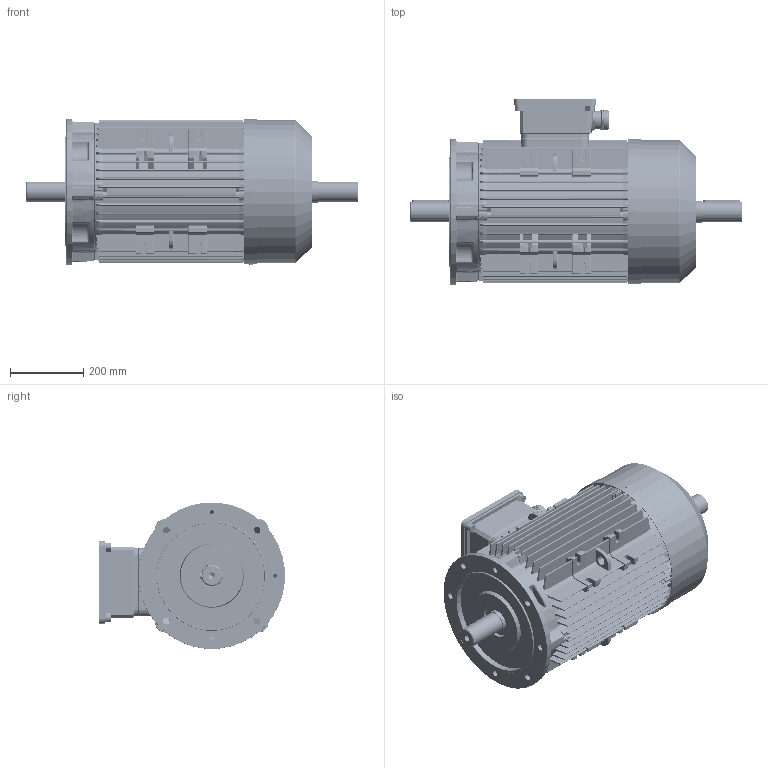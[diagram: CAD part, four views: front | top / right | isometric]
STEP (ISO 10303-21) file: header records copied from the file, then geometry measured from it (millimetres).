
FILE_DESCRIPTION (( 'STEP AP214' ), '1' );
FILE_NAME ('FCA200L-B5-IC411-2-4-6-8 POLES-DOUBLE SHAFT.STEP', '2024-10-11T09:01:47', ( '' ), ( '' ), 'SwSTEP 2.0', 'SolidWorks 2024', '' );
FILE_SCHEMA (( 'AUTOMOTIVE_DESIGN' ));
Length unit declared in the file: millimetre
Products named in the file (20): Flangia FC200L diam.400; Targhetta motore_LAMIERA ALLUMINIO; Copriventola  200-225T h.185; Tappo M50; Scatola morsetti 225T-250T; Coprimorsettiera  225T-250T; Radial Ball Bearing_68_SKF1_SKF - 6312 - 10,DE,AC,10_68; hex nut gradec_iso_Hexagon Nut ISO - 4034 - M10 - N; Carcassa 225T-B3-B5_Per Altezza pacco 250; Coperchio scatola morsetti 225T-250T; chiodino targhetta d.3.2x6; parallel_din_Parallel key A16 x 10 x 100 DIN 6885; Guarnizione scatola-motore 225-250T; Scudo serie C200L ant. e post._DEFAULT; Albero serie C-FC200L- 4 POLI; hex bolt gradeab_iso_ISO 4014 - M5 x 25 x 16-C; hex bolt gradeab_iso_ISO 4014 - M10 x 60 x 60-N; Guarnizione scatola-coperchio 225T-250T; PRESSACAVO M50; FCA200L-B5-IC411-2-4-6-8 POLES-DOUBLE SHAFT
Assembly tree (22 placements, depth 3):
  FCA200L-B5-IC411-2-4-6-8 POLES-DOUBLE SHAFT
    Albero serie C-FC200L- 4 POLI  x2
    hex nut gradec_iso_Hexagon Nut ISO - 4034 - M10 - N
    Radial Ball Bearing_68_SKF1_SKF - 6312 - 10,DE,AC,10_68  x2
    Scudo serie C200L ant. e post._DEFAULT
    hex bolt gradeab_iso_ISO 4014 - M10 x 60 x 60-N
    Copriventola  200-225T h.185
    parallel_din_Parallel key A16 x 10 x 100 DIN 6885  x2
    Targhetta motore_LAMIERA ALLUMINIO
    chiodino targhetta d.3.2x6
    hex bolt gradeab_iso_ISO 4014 - M5 x 25 x 16-C
    Carcassa 225T-B3-B5_Per Altezza pacco 250
    Coprimorsettiera  225T-250T
      Scatola morsetti 225T-250T
      Guarnizione scatola-coperchio 225T-250T
      Guarnizione scatola-motore 225-250T
      Coperchio scatola morsetti 225T-250T
      Tappo M50
      PRESSACAVO M50
    Flangia FC200L diam.400
Bounding box: 905 x 506.24 x 400.24 mm (x, y, z)
Volume: 18000020.2 mm3; surface area: 4260970.5 mm2
Topology: 21 solids, 22 shells, 6860 faces, 18357 edges, 11482 vertices
Faces by surface type: plane 3084, cylinder 1608, bspline 741, torus 707, cone 389, sphere 331
Entity records: 234268 total; most frequent: CARTESIAN_POINT 72461, ORIENTED_EDGE 35148, DIRECTION 31142, EDGE_CURVE 17574, VERTEX_POINT 11044, AXIS2_PLACEMENT_3D 10513, VECTOR 10116, LINE 10116
